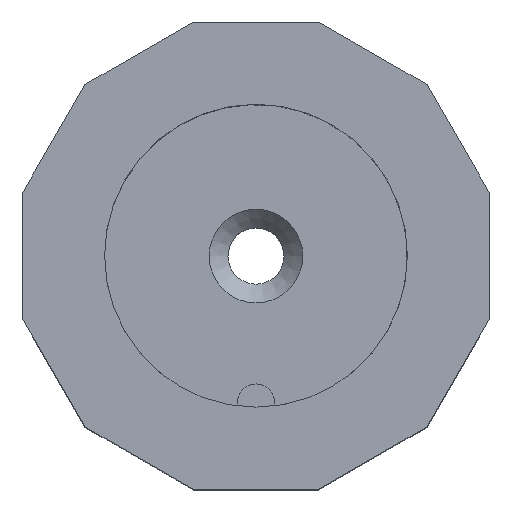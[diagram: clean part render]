
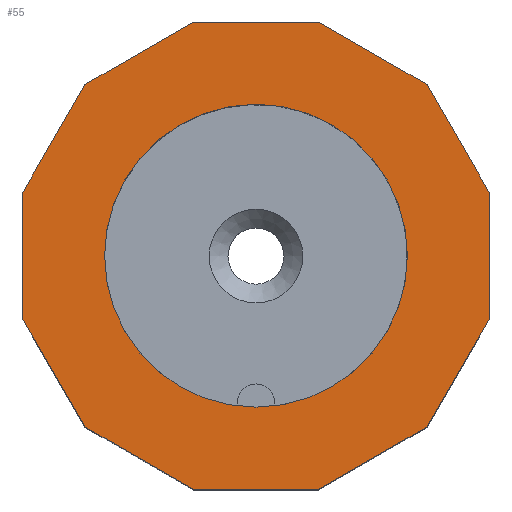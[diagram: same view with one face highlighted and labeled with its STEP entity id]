
A CAD part, top view. The second image highlights one B-rep face of the part: STEP entity #55.
In plain terms, the highlighted planar face has unit normal (0, 0, 1).
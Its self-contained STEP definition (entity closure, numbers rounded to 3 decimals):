
#55=ADVANCED_FACE('',(#150,#152),#154,.T.);
#150=FACE_BOUND('',#151,.T.);
#151=EDGE_LOOP('',(#409,#410,#411,#412,#413,#414,#415,#416,#417,#418,#419,#420));
#152=FACE_BOUND('',#153,.T.);
#153=EDGE_LOOP('',(#421));
#154=PLANE('',#155);
#155=AXIS2_PLACEMENT_3D('',#156,#157,#158);
#156=CARTESIAN_POINT('',(0.,0.,20.));
#157=DIRECTION('',(0.,0.,1.));
#158=DIRECTION('',(-1.,0.,0.));
#409=ORIENTED_EDGE('',*,*,#568,.T.);
#410=ORIENTED_EDGE('',*,*,#569,.T.);
#411=ORIENTED_EDGE('',*,*,#541,.T.);
#412=ORIENTED_EDGE('',*,*,#570,.T.);
#413=ORIENTED_EDGE('',*,*,#571,.T.);
#414=ORIENTED_EDGE('',*,*,#572,.T.);
#415=ORIENTED_EDGE('',*,*,#573,.T.);
#416=ORIENTED_EDGE('',*,*,#574,.T.);
#417=ORIENTED_EDGE('',*,*,#536,.T.);
#418=ORIENTED_EDGE('',*,*,#567,.T.);
#419=ORIENTED_EDGE('',*,*,#575,.T.);
#420=ORIENTED_EDGE('',*,*,#576,.T.);
#421=ORIENTED_EDGE('',*,*,#549,.T.);
#536=EDGE_CURVE('',#621,#619,#622,.T.);
#541=EDGE_CURVE('',#631,#629,#632,.T.);
#549=EDGE_CURVE('',#646,#646,#647,.F.);
#567=EDGE_CURVE('',#619,#680,#682,.T.);
#568=EDGE_CURVE('',#683,#684,#685,.T.);
#569=EDGE_CURVE('',#684,#631,#686,.T.);
#570=EDGE_CURVE('',#629,#687,#688,.T.);
#571=EDGE_CURVE('',#687,#689,#690,.T.);
#572=EDGE_CURVE('',#689,#691,#692,.T.);
#573=EDGE_CURVE('',#691,#693,#694,.T.);
#574=EDGE_CURVE('',#693,#621,#695,.T.);
#575=EDGE_CURVE('',#680,#696,#697,.T.);
#576=EDGE_CURVE('',#696,#683,#698,.T.);
#619=VERTEX_POINT('',#757);
#621=VERTEX_POINT('',#761);
#622=LINE('',#762,#763);
#629=VERTEX_POINT('',#778);
#631=VERTEX_POINT('',#782);
#632=LINE('',#783,#784);
#646=VERTEX_POINT('',#817);
#647=CIRCLE('',#818,8.1);
#680=VERTEX_POINT('',#1014);
#682=LINE('',#1018,#1019);
#683=VERTEX_POINT('',#1021);
#684=VERTEX_POINT('',#1022);
#685=LINE('',#1023,#1024);
#686=LINE('',#1026,#1027);
#687=VERTEX_POINT('',#1029);
#688=LINE('',#1030,#1031);
#689=VERTEX_POINT('',#1033);
#690=LINE('',#1034,#1035);
#691=VERTEX_POINT('',#1037);
#692=LINE('',#1038,#1039);
#693=VERTEX_POINT('',#1041);
#694=LINE('',#1042,#1043);
#695=LINE('',#1045,#1046);
#696=VERTEX_POINT('',#1048);
#697=LINE('',#1049,#1050);
#698=LINE('',#1052,#1053);
#757=CARTESIAN_POINT('',(-3.349,12.5,20.));
#761=CARTESIAN_POINT('',(3.349,12.5,20.));
#762=CARTESIAN_POINT('',(3.349,12.5,20.));
#763=VECTOR('',#764,1.);
#764=DIRECTION('',(-1.,0.,0.));
#778=CARTESIAN_POINT('',(3.349,-12.5,20.));
#782=CARTESIAN_POINT('',(-3.349,-12.5,20.));
#783=CARTESIAN_POINT('',(-3.349,-12.5,20.));
#784=VECTOR('',#785,1.);
#785=DIRECTION('',(1.,0.,0.));
#817=CARTESIAN_POINT('',(-8.1,0.,20.));
#818=AXIS2_PLACEMENT_3D('',#819,#820,#821);
#819=CARTESIAN_POINT('',(0.,0.,20.));
#820=DIRECTION('',(0.,0.,1.));
#821=DIRECTION('',(-1.,0.,0.));
#1014=CARTESIAN_POINT('',(-9.151,9.151,20.));
#1018=CARTESIAN_POINT('',(-3.349,12.5,20.));
#1019=VECTOR('',#1020,1.);
#1020=DIRECTION('',(-0.866,-0.5,0.));
#1021=CARTESIAN_POINT('',(-12.5,-3.349,20.));
#1022=CARTESIAN_POINT('',(-9.151,-9.151,20.));
#1023=CARTESIAN_POINT('',(-12.5,-3.349,20.));
#1024=VECTOR('',#1025,1.);
#1025=DIRECTION('',(0.5,-0.866,0.));
#1026=CARTESIAN_POINT('',(-9.151,-9.151,20.));
#1027=VECTOR('',#1028,1.);
#1028=DIRECTION('',(0.866,-0.5,0.));
#1029=CARTESIAN_POINT('',(9.151,-9.151,20.));
#1030=CARTESIAN_POINT('',(3.349,-12.5,20.));
#1031=VECTOR('',#1032,1.);
#1032=DIRECTION('',(0.866,0.5,0.));
#1033=CARTESIAN_POINT('',(12.5,-3.349,20.));
#1034=CARTESIAN_POINT('',(9.151,-9.151,20.));
#1035=VECTOR('',#1036,1.);
#1036=DIRECTION('',(0.5,0.866,0.));
#1037=CARTESIAN_POINT('',(12.5,3.349,20.));
#1038=CARTESIAN_POINT('',(12.5,-3.349,20.));
#1039=VECTOR('',#1040,1.);
#1040=DIRECTION('',(0.,1.,0.));
#1041=CARTESIAN_POINT('',(9.151,9.151,20.));
#1042=CARTESIAN_POINT('',(12.5,3.349,20.));
#1043=VECTOR('',#1044,1.);
#1044=DIRECTION('',(-0.5,0.866,0.));
#1045=CARTESIAN_POINT('',(9.151,9.151,20.));
#1046=VECTOR('',#1047,1.);
#1047=DIRECTION('',(-0.866,0.5,0.));
#1048=CARTESIAN_POINT('',(-12.5,3.349,20.));
#1049=CARTESIAN_POINT('',(-9.151,9.151,20.));
#1050=VECTOR('',#1051,1.);
#1051=DIRECTION('',(-0.5,-0.866,0.));
#1052=CARTESIAN_POINT('',(-12.5,3.349,20.));
#1053=VECTOR('',#1054,1.);
#1054=DIRECTION('',(0.,-1.,0.));
